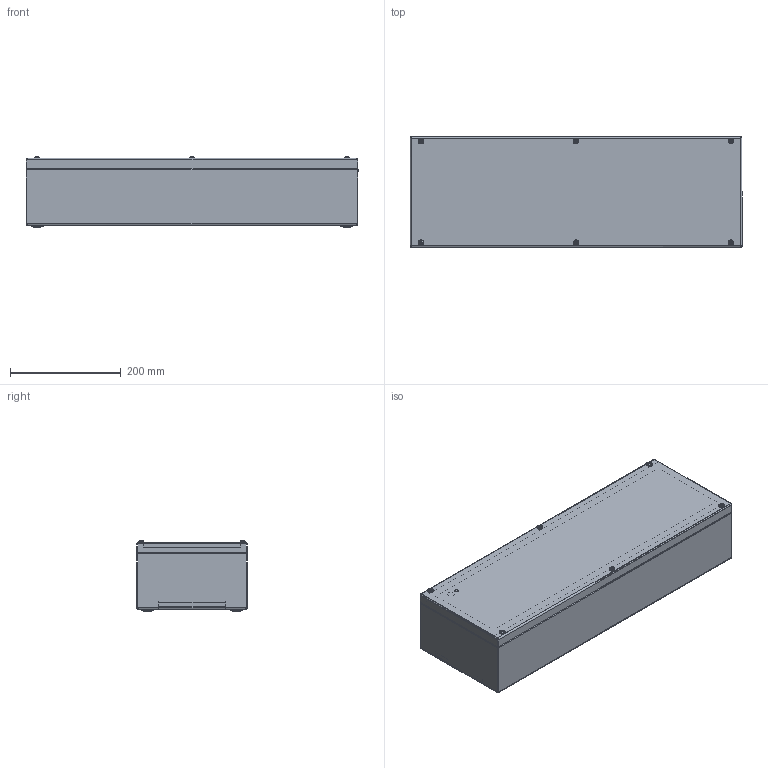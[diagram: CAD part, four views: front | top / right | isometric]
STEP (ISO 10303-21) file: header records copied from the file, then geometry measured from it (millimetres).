
FILE_DESCRIPTION (( 'STEP AP214' ), '1' );
FILE_NAME ('37602012.STEP', '2018-08-21T10:03:51', ( 'Macha' ), ( 'Hewlett-Packard Company' ), 'SwSTEP 2.0', 'SolidWorks 2018', '' );
FILE_SCHEMA (( 'AUTOMOTIVE_DESIGN' ));
Length unit declared in the file: millimetre
Products named in the file (13): 93379; 56129; 94753; 92081; 93344; 37602012; 42023; 86003_Bl.1,25; 42109; 56086; 42038; 82410_37602012; 41070
Assembly tree (32 placements, depth 3):
  37602012
    56086
      42023
      86003_Bl.1,25  x6
      42109  x2
    56129
      42038
      82410_37602012
      41070  x6
      93344  x6
      93379
    94753  x4
    92081  x2
Bounding box: 600 x 200 x 128.47 mm (x, y, z)
Volume: 877907 mm3; surface area: 1043058.4 mm2
Topology: 30 solids, 30 shells, 847 faces, 1816 edges, 1086 vertices
Faces by surface type: plane 383, cylinder 258, bspline 80, cone 66, torus 32, sphere 28
Full cylindrical faces by diameter (mm): 4.2 x12, 4.7 x2, 5 x26, 5.9 x6, 6 x1, 7 x18, 8 x14, 8.5 x4, 9 x6, 10 x10, 10.4 x6, 12 x1, 14 x4
Entity records: 15824 total; most frequent: CARTESIAN_POINT 4903, DIRECTION 2013, ORIENTED_EDGE 1990, EDGE_CURVE 995, AXIS2_PLACEMENT_3D 730, EDGE_LOOP 625, VERTEX_POINT 604, LINE 553
